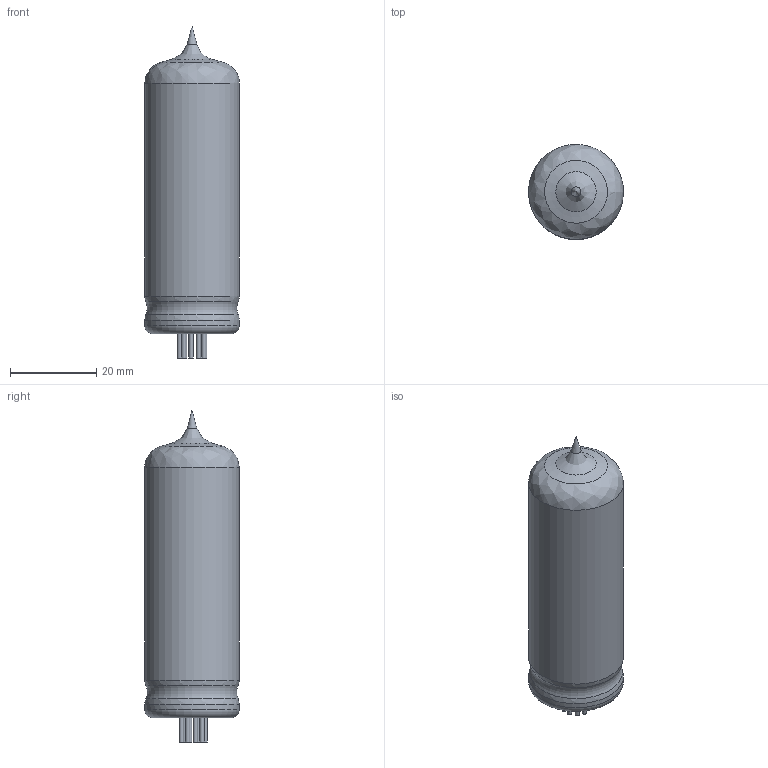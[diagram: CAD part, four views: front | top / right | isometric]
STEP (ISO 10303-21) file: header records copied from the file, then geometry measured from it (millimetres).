
FILE_DESCRIPTION(('FreeCAD Model'),'2;1');
FILE_NAME('EL84.stp', '2019-03-02T14:08:41',('Author'),(''), 'Open CASCADE STEP processor 7.3','FreeCAD','Unknown');
FILE_SCHEMA(('AUTOMOTIVE_DESIGN { 1 0 10303 214 1 1 1 1 }'));
Length unit declared in the file: millimetre
Products named in the file (1): PolarPattern
Bounding box: 22 x 22 x 77 mm (x, y, z)
Volume: 23653.5 mm3; surface area: 5096.4 mm2
Topology: 1 solids, 1 shells, 29 faces, 48 edges, 29 vertices
Faces by surface type: cylinder 11, plane 10, bspline 4, torus 2, cone 2
Full cylindrical faces by diameter (mm): 1 x9, 22 x2
Entity records: 1753 total; most frequent: CARTESIAN_POINT 769, DIRECTION 176, ORIENTED_EDGE 94, PCURVE 94, DEFINITIONAL_REPRESENTATION 94, LINE 70, VECTOR 70, AXIS2_PLACEMENT_3D 48
